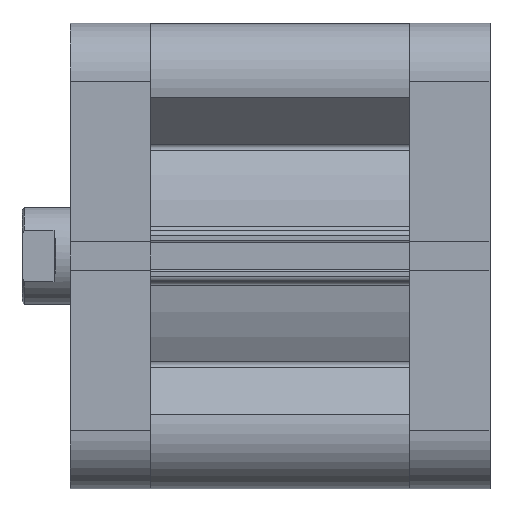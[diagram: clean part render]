
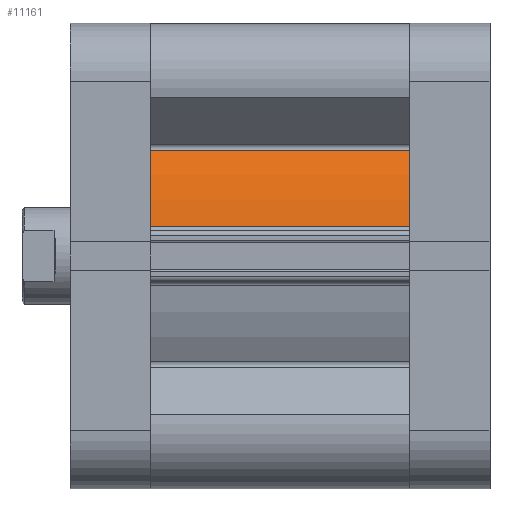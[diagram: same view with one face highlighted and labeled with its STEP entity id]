
A CAD part, front view. The second image highlights one B-rep face of the part: STEP entity #11161.
In plain terms, the highlighted cylindrical face has radius 43.5 mm (diameter 87 mm), a partial arc.
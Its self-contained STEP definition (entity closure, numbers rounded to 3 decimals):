
#284 = AXIS2_PLACEMENT_3D ( 'NONE', #2586, #2585, #2584 ) ;
#1125 = FACE_OUTER_BOUND ( 'NONE', #2211, .T. ) ;
#1128 = CYLINDRICAL_SURFACE ( 'NONE', #284, 43.5 ) ;
#2211 = EDGE_LOOP ( 'NONE', ( #7853, #7854, #7855, #7856 ) ) ;
#2584 = DIRECTION ( 'NONE',  ( -1., 0., 0. ) ) ;
#2585 = DIRECTION ( 'NONE',  ( 0., 0., -1. ) ) ;
#2586 = CARTESIAN_POINT ( 'NONE',  ( 0., 0., 53.5 ) ) ;
#3617 = CARTESIAN_POINT ( 'NONE',  ( 0., 0., 0. ) ) ;
#3621 = DIRECTION ( 'NONE',  ( 0., 0., 1. ) ) ;
#3622 = DIRECTION ( 'NONE',  ( 1., 0., 0. ) ) ;
#3654 = CARTESIAN_POINT ( 'NONE',  ( 0., 0., 53.5 ) ) ;
#3657 = DIRECTION ( 'NONE',  ( 0., 0., 1. ) ) ;
#3658 = DIRECTION ( 'NONE',  ( 1., 0., 0. ) ) ;
#3881 = CARTESIAN_POINT ( 'NONE',  ( 21.765, -37.663, 53.5 ) ) ;
#3896 = DIRECTION ( 'NONE',  ( 0., 0., 1. ) ) ;
#4055 = CARTESIAN_POINT ( 'NONE',  ( 6.11, -43.069, 53.5 ) ) ;
#4056 = DIRECTION ( 'NONE',  ( 0., 0., -1. ) ) ;
#6364 = VERTEX_POINT ( 'NONE', #6965 ) ;
#6375 = VERTEX_POINT ( 'NONE', #6976 ) ;
#6390 = VERTEX_POINT ( 'NONE', #6991 ) ;
#6392 = VERTEX_POINT ( 'NONE', #6993 ) ;
#6965 = CARTESIAN_POINT ( 'NONE',  ( 6.11, -43.069, 53.5 ) ) ;
#6976 = CARTESIAN_POINT ( 'NONE',  ( 21.765, -37.663, 0. ) ) ;
#6991 = CARTESIAN_POINT ( 'NONE',  ( 6.11, -43.069, 0. ) ) ;
#6993 = CARTESIAN_POINT ( 'NONE',  ( 21.765, -37.663, 53.5 ) ) ;
#7853 = ORIENTED_EDGE ( 'NONE', *, *, #8689, .T. ) ;
#7854 = ORIENTED_EDGE ( 'NONE', *, *, #8801, .T. ) ;
#7855 = ORIENTED_EDGE ( 'NONE', *, *, #8702, .F. ) ;
#7856 = ORIENTED_EDGE ( 'NONE', *, *, #8868, .T. ) ;
#8689 = EDGE_CURVE ( 'NONE', #6390, #6375, #9868, .T. ) ;
#8702 = EDGE_CURVE ( 'NONE', #6364, #6392, #9886, .T. ) ;
#8801 = EDGE_CURVE ( 'NONE', #6375, #6392, #10033, .T. ) ;
#8868 = EDGE_CURVE ( 'NONE', #6364, #6390, #10149, .T. ) ;
#9473 = AXIS2_PLACEMENT_3D ( 'NONE', #3617, #3621, #3622 ) ;
#9491 = AXIS2_PLACEMENT_3D ( 'NONE', #3654, #3657, #3658 ) ;
#9868 = CIRCLE ( 'NONE', #9473, 43.5 ) ;
#9886 = CIRCLE ( 'NONE', #9491, 43.5 ) ;
#10033 = LINE ( 'NONE', #3881, #10041 ) ;
#10041 = VECTOR ( 'NONE', #3896, 1000. ) ;
#10149 = LINE ( 'NONE', #4055, #10150 ) ;
#10150 = VECTOR ( 'NONE', #4056, 1000. ) ;
#11161 = ADVANCED_FACE ( 'NONE', ( #1125 ), #1128, .T. ) ;
